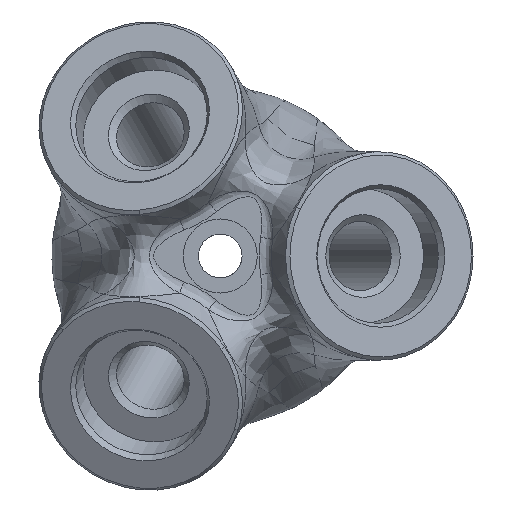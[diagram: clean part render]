
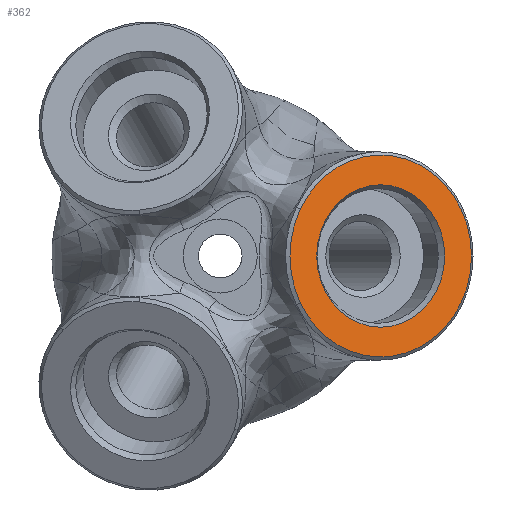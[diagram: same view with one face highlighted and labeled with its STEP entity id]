
A CAD part, front view. The second image highlights one B-rep face of the part: STEP entity #362.
In plain terms, the highlighted planar face has unit normal (0.438, -0.899, 0).
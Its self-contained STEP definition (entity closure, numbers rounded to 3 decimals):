
#334=PLANE('',#1391);
#362=ADVANCED_FACE('',(#467,#468),#334,.T.);
#467=FACE_BOUND('',#537,.T.);
#468=FACE_BOUND('',#538,.T.);
#537=EDGE_LOOP('',(#719,#720,#721,#722,#723));
#538=EDGE_LOOP('',(#724));
#719=ORIENTED_EDGE('',*,*,#1188,.T.);
#720=ORIENTED_EDGE('',*,*,#1189,.T.);
#721=ORIENTED_EDGE('',*,*,#1190,.T.);
#722=ORIENTED_EDGE('',*,*,#1191,.T.);
#723=ORIENTED_EDGE('',*,*,#1192,.T.);
#724=ORIENTED_EDGE('',*,*,#1193,.T.);
#1060=VERTEX_POINT('',#3289);
#1061=VERTEX_POINT('',#3290);
#1062=VERTEX_POINT('',#3292);
#1063=VERTEX_POINT('',#3294);
#1064=VERTEX_POINT('',#3296);
#1065=VERTEX_POINT('',#3299);
#1188=EDGE_CURVE('',#1060,#1061,#1308,.T.);
#1189=EDGE_CURVE('',#1061,#1062,#1309,.T.);
#1190=EDGE_CURVE('',#1062,#1063,#1310,.T.);
#1191=EDGE_CURVE('',#1063,#1064,#1311,.T.);
#1192=EDGE_CURVE('',#1064,#1060,#1312,.T.);
#1193=EDGE_CURVE('',#1065,#1065,#1313,.T.);
#1308=CIRCLE('',#1385,15.);
#1309=CIRCLE('',#1386,15.);
#1310=CIRCLE('',#1387,15.);
#1311=CIRCLE('',#1388,15.);
#1312=CIRCLE('',#1389,15.);
#1313=CIRCLE('',#1390,10.577);
#1385=AXIS2_PLACEMENT_3D('',#3288,#1566,#1567);
#1386=AXIS2_PLACEMENT_3D('',#3291,#1568,#1569);
#1387=AXIS2_PLACEMENT_3D('',#3293,#1570,#1571);
#1388=AXIS2_PLACEMENT_3D('',#3295,#1572,#1573);
#1389=AXIS2_PLACEMENT_3D('',#3297,#1574,#1575);
#1390=AXIS2_PLACEMENT_3D('',#3298,#1576,#1577);
#1391=AXIS2_PLACEMENT_3D('',#3300,#1578,#1579);
#1566=DIRECTION('',(0.438,-0.899,0.));
#1567=DIRECTION('',(0.899,0.438,0.));
#1568=DIRECTION('',(0.438,-0.899,0.));
#1569=DIRECTION('',(0.899,0.438,0.));
#1570=DIRECTION('',(0.438,-0.899,0.));
#1571=DIRECTION('',(0.899,0.438,0.));
#1572=DIRECTION('',(0.438,-0.899,0.));
#1573=DIRECTION('',(0.899,0.438,0.));
#1574=DIRECTION('',(0.438,-0.899,0.));
#1575=DIRECTION('',(0.899,0.438,0.));
#1576=DIRECTION('',(-0.438,0.899,0.));
#1577=DIRECTION('',(0.899,0.438,0.));
#1578=DIRECTION('',(0.438,-0.899,0.));
#1579=DIRECTION('',(0.,0.,-1.));
#3288=CARTESIAN_POINT('',(23.843,-31.458,0.));
#3289=CARTESIAN_POINT('',(37.325,-24.882,0.));
#3290=CARTESIAN_POINT('',(21.263,-32.716,14.723));
#3291=CARTESIAN_POINT('',(23.843,-31.458,0.));
#3292=CARTESIAN_POINT('',(11.922,-37.272,7.005));
#3293=CARTESIAN_POINT('',(23.843,-31.458,0.));
#3294=CARTESIAN_POINT('',(11.922,-37.272,-7.005));
#3295=CARTESIAN_POINT('',(23.843,-31.458,0.));
#3296=CARTESIAN_POINT('',(21.263,-32.716,-14.723));
#3297=CARTESIAN_POINT('',(23.843,-31.458,0.));
#3298=CARTESIAN_POINT('',(23.843,-31.458,0.));
#3299=CARTESIAN_POINT('',(33.35,-26.821,0.));
#3300=CARTESIAN_POINT('',(12.383,-37.047,0.));
